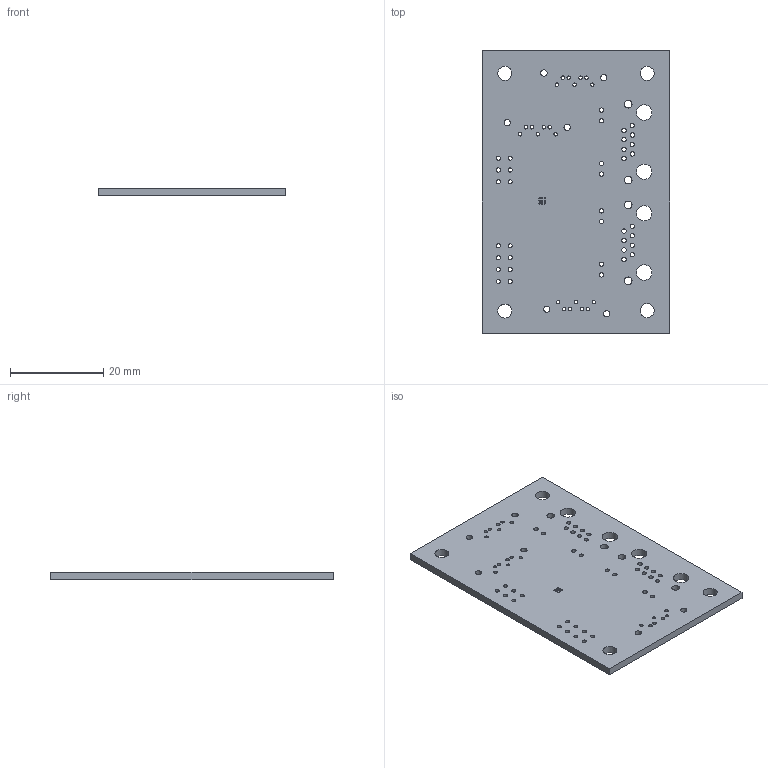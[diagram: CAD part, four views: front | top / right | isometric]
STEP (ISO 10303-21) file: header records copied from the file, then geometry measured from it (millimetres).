
FILE_DESCRIPTION(('KiCad electronic assembly'),'2;1');
FILE_NAME('RFIQINT02B.step','2022-05-13T07:00:59',('Pcbnew'),('Kicad'), 'Open CASCADE STEP processor 7.5','KiCad to STEP converter','Unknown' );
FILE_SCHEMA(('AUTOMOTIVE_DESIGN { 1 0 10303 214 1 1 1 1 }'));
Length unit declared in the file: millimetre
Products named in the file (2): RFIQINT02B 1; RFIQINT02B PCB
Assembly tree (1 placements, depth 2):
  RFIQINT02B 1
    RFIQINT02B PCB
Bounding box: 40.13 x 60.45 x 1.6 mm (x, y, z)
Volume: 3698.8 mm3; surface area: 5412.4 mm2
Topology: 1 solids, 1 shells, 92 faces, 270 edges, 180 vertices
Faces by surface type: cylinder 86, plane 6
Full cylindrical faces by diameter (mm): 0.3 x9, 0.74 x21, 0.889 x14, 0.93 x24, 1.35 x6, 1.65 x4, 3 x4, 3.3 x4
Entity records: 7067 total; most frequent: DIRECTION 1170, CARTESIAN_POINT 1084, ORIENTED_EDGE 540, PCURVE 540, DEFINITIONAL_REPRESENTATION 540, LINE 466, VECTOR 466, CIRCLE 344
